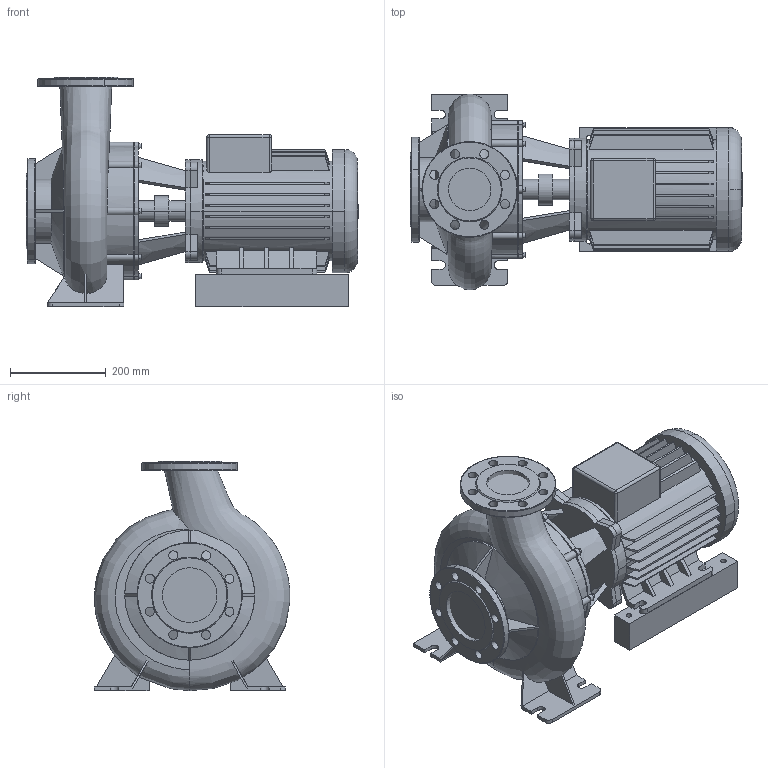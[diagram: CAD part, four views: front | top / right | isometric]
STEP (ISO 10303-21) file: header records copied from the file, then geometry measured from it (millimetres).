
FILE_DESCRIPTION((''),'2;1');
FILE_NAME('3d_BM80_270-9_4-2096603.stp','2011-01-26T14:46:09',(''),(''),'Mechanical Desktop 2008','Mechanical Desktop 2008',', , ');
FILE_SCHEMA(('CONFIG_CONTROL_DESIGN'));
Length unit declared in the file: millimetre
Products named in the file (1): Product
Bounding box: 694.5 x 409.62 x 480 mm (x, y, z)
Volume: 35535681 mm3; surface area: 1919800.5 mm2
Topology: 12 solids, 12 shells, 685 faces, 1781 edges, 1160 vertices
Faces by surface type: plane 315, bspline 207, cylinder 113, cone 44, sphere 4, torus 2
Entity records: 30077 total; most frequent: CARTESIAN_POINT 13985, ORIENTED_EDGE 3554, DIRECTION 2970, EDGE_CURVE 1777, VERTEX_POINT 1160, VECTOR 1048, LINE 1048, AXIS2_PLACEMENT_3D 961
